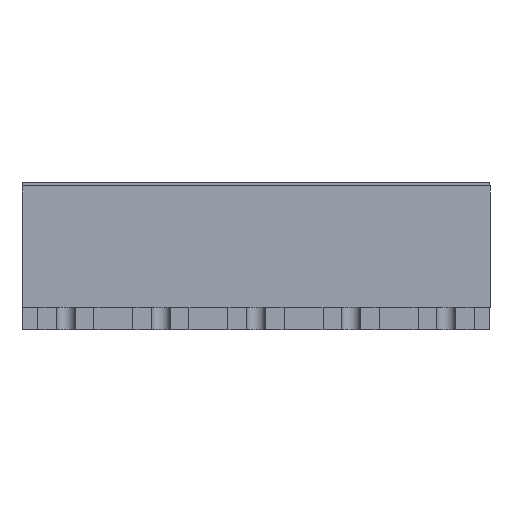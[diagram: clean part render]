
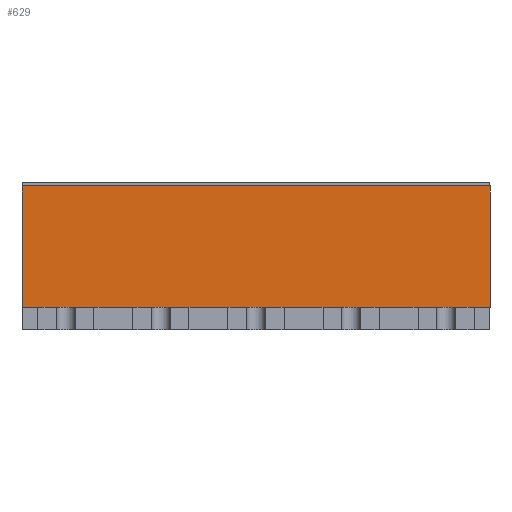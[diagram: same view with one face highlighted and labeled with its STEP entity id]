
A CAD part, front view. The second image highlights one B-rep face of the part: STEP entity #629.
In plain terms, the highlighted planar face has unit normal (0, -1, 0).
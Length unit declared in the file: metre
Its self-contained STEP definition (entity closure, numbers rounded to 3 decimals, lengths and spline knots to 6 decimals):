
#629 = ADVANCED_FACE( '', ( #1125 ), #1126, .T. );
#1125 = FACE_OUTER_BOUND( '', #1613, .T. );
#1126 = PLANE( '', #1614 );
#1613 = EDGE_LOOP( '', ( #2511, #2512, #2513, #2514 ) );
#1614 = AXIS2_PLACEMENT_3D( '', #2515, #2516, #2517 );
#2511 = ORIENTED_EDGE( '', *, *, #3596, .F. );
#2512 = ORIENTED_EDGE( '', *, *, #3358, .F. );
#2513 = ORIENTED_EDGE( '', *, *, #3597, .T. );
#2514 = ORIENTED_EDGE( '', *, *, #3249, .T. );
#2515 = CARTESIAN_POINT( '', ( 0., -0.0085, 0.00324 ) );
#2516 = DIRECTION( '', ( 0., -1., 0. ) );
#2517 = DIRECTION( '', ( 0., 0., -1. ) );
#3249 = EDGE_CURVE( '', #3789, #3787, #3790, .T. );
#3358 = EDGE_CURVE( '', #3981, #3977, #3983, .T. );
#3596 = EDGE_CURVE( '', #3977, #3787, #4356, .T. );
#3597 = EDGE_CURVE( '', #3981, #3789, #4357, .T. );
#3787 = VERTEX_POINT( '', #4581 );
#3789 = VERTEX_POINT( '', #4584 );
#3790 = LINE( '', #4585, #4586 );
#3977 = VERTEX_POINT( '', #4856 );
#3981 = VERTEX_POINT( '', #4862 );
#3983 = LINE( '', #4865, #4866 );
#4356 = LINE( '', #5425, #5426 );
#4357 = LINE( '', #5427, #5428 );
#4581 = CARTESIAN_POINT( '', ( -0.00625, -0.0085, 0. ) );
#4584 = CARTESIAN_POINT( '', ( -0.00625, -0.0085, 0.00324 ) );
#4585 = CARTESIAN_POINT( '', ( -0.00625, -0.0085, 0.00324 ) );
#4586 = VECTOR( '', #5737, 1. );
#4856 = CARTESIAN_POINT( '', ( 0.00625, -0.0085, 0. ) );
#4862 = CARTESIAN_POINT( '', ( 0.00625, -0.0085, 0.00324 ) );
#4865 = CARTESIAN_POINT( '', ( 0.00625, -0.0085, 0.00324 ) );
#4866 = VECTOR( '', #5827, 1. );
#5425 = CARTESIAN_POINT( '', ( 0., -0.0085, 0. ) );
#5426 = VECTOR( '', #6023, 1. );
#5427 = CARTESIAN_POINT( '', ( 0., -0.0085, 0.00324 ) );
#5428 = VECTOR( '', #6024, 1. );
#5737 = DIRECTION( '', ( 0., 0., -1. ) );
#5827 = DIRECTION( '', ( 0., 0., -1. ) );
#6023 = DIRECTION( '', ( -1., 0., 0. ) );
#6024 = DIRECTION( '', ( -1., 0., 0. ) );
